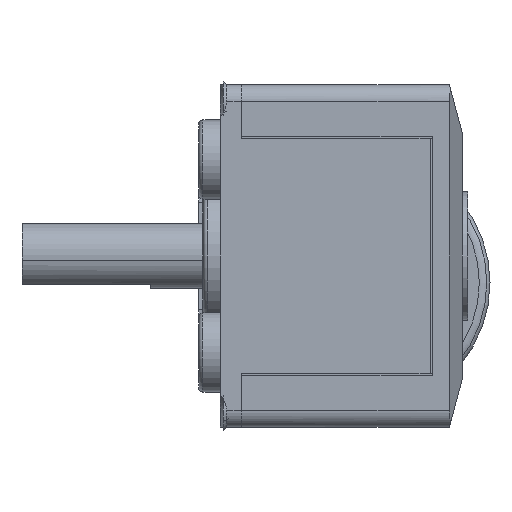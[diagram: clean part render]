
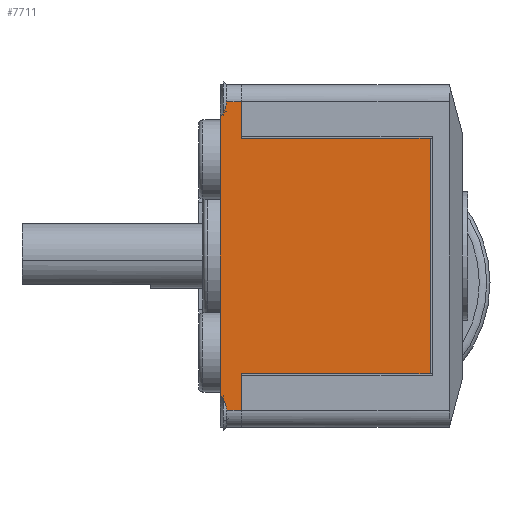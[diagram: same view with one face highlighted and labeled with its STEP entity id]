
A CAD part, left-side view. The second image highlights one B-rep face of the part: STEP entity #7711.
In plain terms, the highlighted planar face has unit normal (-1, 0, 0).
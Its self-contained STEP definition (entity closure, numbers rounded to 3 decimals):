
#124 = VECTOR ( 'NONE', #8230, 1000. ) ;
#227 = VERTEX_POINT ( 'NONE', #4523 ) ;
#441 = VECTOR ( 'NONE', #7850, 1000. ) ;
#515 = CARTESIAN_POINT ( 'NONE',  ( -15., 1.7, 13.351 ) ) ;
#569 = CARTESIAN_POINT ( 'NONE',  ( -15., 1.702, -13.347 ) ) ;
#620 = CARTESIAN_POINT ( 'NONE',  ( -15., 0., -14.4 ) ) ;
#857 = B_SPLINE_CURVE_WITH_KNOTS ( 'NONE', 3,
 ( #7639, #4862, #3282, #2693, #4762, #515, #5486, #8372 ),
 .UNSPECIFIED., .F., .F.,
 ( 4, 2, 2, 4 ),
 ( 0.004, 0.004, 0.005, 0.005 ),
 .UNSPECIFIED. ) ;
#900 = VERTEX_POINT ( 'NONE', #620 ) ;
#908 = LINE ( 'NONE', #3155, #5429 ) ;
#917 = CARTESIAN_POINT ( 'NONE',  ( -15., 0., -11. ) ) ;
#983 = CARTESIAN_POINT ( 'NONE',  ( -15., 0., -16. ) ) ;
#997 = CARTESIAN_POINT ( 'NONE',  ( -15., 0., 11. ) ) ;
#1204 = EDGE_CURVE ( 'NONE', #3879, #6485, #3472, .T. ) ;
#1450 = VECTOR ( 'NONE', #8295, 1000. ) ;
#1569 = VERTEX_POINT ( 'NONE', #917 ) ;
#1627 = EDGE_CURVE ( 'NONE', #227, #900, #4948, .T. ) ;
#1657 = CARTESIAN_POINT ( 'NONE',  ( -15., 2., -16. ) ) ;
#1770 = EDGE_CURVE ( 'NONE', #6092, #227, #8031, .T. ) ;
#1986 = CARTESIAN_POINT ( 'NONE',  ( -15., 2., -12.89 ) ) ;
#2123 = EDGE_CURVE ( 'NONE', #3370, #7961, #857, .T. ) ;
#2410 = CARTESIAN_POINT ( 'NONE',  ( -15., -17.6, -11. ) ) ;
#2620 = CARTESIAN_POINT ( 'NONE',  ( -15., 1.419, -14.123 ) ) ;
#2684 = CARTESIAN_POINT ( 'NONE',  ( -15., 1.4, -14.263 ) ) ;
#2693 = CARTESIAN_POINT ( 'NONE',  ( -15., 1.486, 13.852 ) ) ;
#2919 = LINE ( 'NONE', #8530, #8309 ) ;
#3087 = ORIENTED_EDGE ( 'NONE', *, *, #3687, .F. ) ;
#3155 = CARTESIAN_POINT ( 'NONE',  ( -15., 0., -16. ) ) ;
#3282 = CARTESIAN_POINT ( 'NONE',  ( -15., 1.419, 14.123 ) ) ;
#3337 = CARTESIAN_POINT ( 'NONE',  ( -15., 0., 14.4 ) ) ;
#3370 = VERTEX_POINT ( 'NONE', #6250 ) ;
#3411 = ORIENTED_EDGE ( 'NONE', *, *, #7791, .T. ) ;
#3472 = LINE ( 'NONE', #5021, #441 ) ;
#3687 = EDGE_CURVE ( 'NONE', #3879, #7102, #9167, .T. ) ;
#3761 = DIRECTION ( 'NONE',  ( 0., 0., -1. ) ) ;
#3766 = ORIENTED_EDGE ( 'NONE', *, *, #5567, .F. ) ;
#3868 = DIRECTION ( 'NONE',  ( 0., 0., 1. ) ) ;
#3879 = VERTEX_POINT ( 'NONE', #7484 ) ;
#4022 = CARTESIAN_POINT ( 'NONE',  ( -15., 2., -12.89 ) ) ;
#4475 = DIRECTION ( 'NONE',  ( 1., 0., 0. ) ) ;
#4506 = DIRECTION ( 'NONE',  ( 0., 0., -1. ) ) ;
#4523 = CARTESIAN_POINT ( 'NONE',  ( -15., 1.4, -14.4 ) ) ;
#4644 = CARTESIAN_POINT ( 'NONE',  ( -15., 2., -16. ) ) ;
#4669 = FACE_OUTER_BOUND ( 'NONE', #4857, .T. ) ;
#4751 = CARTESIAN_POINT ( 'NONE',  ( -15., 1.533, -13.726 ) ) ;
#4762 = CARTESIAN_POINT ( 'NONE',  ( -15., 1.533, 13.724 ) ) ;
#4857 = EDGE_LOOP ( 'NONE', ( #8791, #6761, #5457, #8584, #3087, #6515, #3411, #5915, #7706, #3766 ) ) ;
#4862 = CARTESIAN_POINT ( 'NONE',  ( -15., 1.4, 14.262 ) ) ;
#4948 = LINE ( 'NONE', #8958, #1450 ) ;
#4955 = LINE ( 'NONE', #4644, #124 ) ;
#5010 = EDGE_CURVE ( 'NONE', #7192, #3370, #5909, .T. ) ;
#5021 = CARTESIAN_POINT ( 'NONE',  ( -15., -17.6, 11. ) ) ;
#5273 = PLANE ( 'NONE',  #8703 ) ;
#5429 = VECTOR ( 'NONE', #6007, 1000. ) ;
#5451 = EDGE_CURVE ( 'NONE', #900, #1569, #908, .T. ) ;
#5457 = ORIENTED_EDGE ( 'NONE', *, *, #5451, .T. ) ;
#5486 = CARTESIAN_POINT ( 'NONE',  ( -15., 1.844, 13.117 ) ) ;
#5567 = EDGE_CURVE ( 'NONE', #6092, #7961, #4955, .T. ) ;
#5712 = DIRECTION ( 'NONE',  ( 0., 1., 0. ) ) ;
#5786 = VECTOR ( 'NONE', #8989, 1000. ) ;
#5833 = EDGE_CURVE ( 'NONE', #7102, #1569, #2919, .T. ) ;
#5909 = LINE ( 'NONE', #6830, #5786 ) ;
#5915 = ORIENTED_EDGE ( 'NONE', *, *, #5010, .T. ) ;
#6007 = DIRECTION ( 'NONE',  ( 0., 0., 1. ) ) ;
#6092 = VERTEX_POINT ( 'NONE', #4022 ) ;
#6250 = CARTESIAN_POINT ( 'NONE',  ( -15., 1.4, 14.4 ) ) ;
#6485 = VERTEX_POINT ( 'NONE', #997 ) ;
#6515 = ORIENTED_EDGE ( 'NONE', *, *, #1204, .T. ) ;
#6761 = ORIENTED_EDGE ( 'NONE', *, *, #1627, .T. ) ;
#6830 = CARTESIAN_POINT ( 'NONE',  ( -15., 2., 14.4 ) ) ;
#6909 = CARTESIAN_POINT ( 'NONE',  ( -15., 2., 12.89 ) ) ;
#7000 = CARTESIAN_POINT ( 'NONE',  ( -15., 1.485, -13.856 ) ) ;
#7031 = CARTESIAN_POINT ( 'NONE',  ( -15., 1.4, -14.4 ) ) ;
#7102 = VERTEX_POINT ( 'NONE', #2410 ) ;
#7192 = VERTEX_POINT ( 'NONE', #3337 ) ;
#7484 = CARTESIAN_POINT ( 'NONE',  ( -15., -17.6, 11. ) ) ;
#7639 = CARTESIAN_POINT ( 'NONE',  ( -15., 1.4, 14.4 ) ) ;
#7706 = ORIENTED_EDGE ( 'NONE', *, *, #2123, .T. ) ;
#7711 = ADVANCED_FACE ( 'NONE', ( #4669 ), #5273, .F. ) ;
#7725 = VECTOR ( 'NONE', #3761, 1000. ) ;
#7791 = EDGE_CURVE ( 'NONE', #6485, #7192, #8714, .T. ) ;
#7850 = DIRECTION ( 'NONE',  ( 0., 1., 0. ) ) ;
#7961 = VERTEX_POINT ( 'NONE', #6909 ) ;
#8031 = B_SPLINE_CURVE_WITH_KNOTS ( 'NONE', 3,
 ( #1986, #8475, #569, #4751, #7000, #2620, #2684, #7031 ),
 .UNSPECIFIED., .F., .F.,
 ( 4, 2, 2, 4 ),
 ( 0.009, 0.009, 0.01, 0.01 ),
 .UNSPECIFIED. ) ;
#8230 = DIRECTION ( 'NONE',  ( 0., 0., 1. ) ) ;
#8295 = DIRECTION ( 'NONE',  ( 0., -1., 0. ) ) ;
#8309 = VECTOR ( 'NONE', #5712, 1000. ) ;
#8372 = CARTESIAN_POINT ( 'NONE',  ( -15., 2., 12.89 ) ) ;
#8475 = CARTESIAN_POINT ( 'NONE',  ( -15., 1.846, -13.115 ) ) ;
#8530 = CARTESIAN_POINT ( 'NONE',  ( -15., -17.6, -11. ) ) ;
#8584 = ORIENTED_EDGE ( 'NONE', *, *, #5833, .F. ) ;
#8693 = CARTESIAN_POINT ( 'NONE',  ( -15., -17.6, -11. ) ) ;
#8703 = AXIS2_PLACEMENT_3D ( 'NONE', #1657, #4475, #4506 ) ;
#8714 = LINE ( 'NONE', #983, #9165 ) ;
#8791 = ORIENTED_EDGE ( 'NONE', *, *, #1770, .T. ) ;
#8958 = CARTESIAN_POINT ( 'NONE',  ( -15., 2., -14.4 ) ) ;
#8989 = DIRECTION ( 'NONE',  ( 0., 1., 0. ) ) ;
#9165 = VECTOR ( 'NONE', #3868, 1000. ) ;
#9167 = LINE ( 'NONE', #8693, #7725 ) ;
